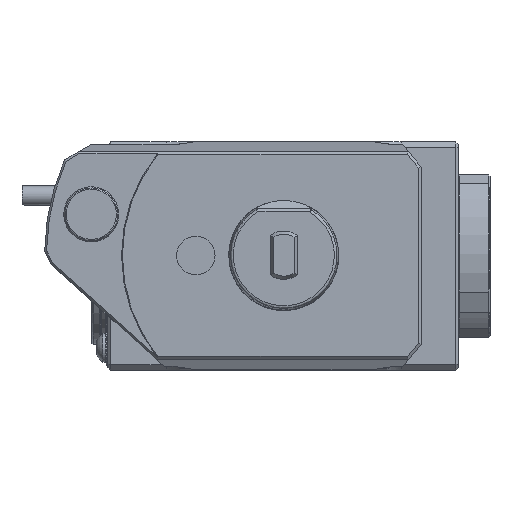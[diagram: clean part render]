
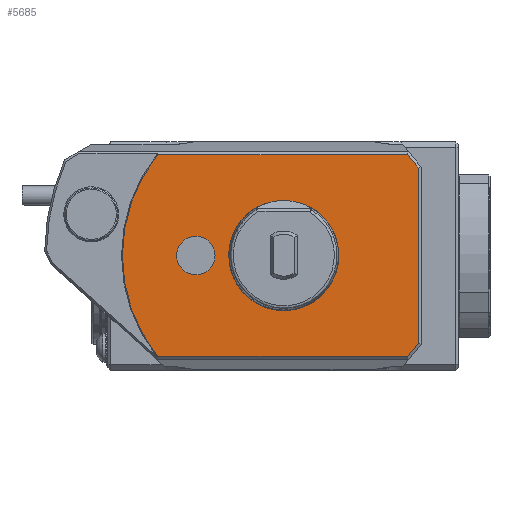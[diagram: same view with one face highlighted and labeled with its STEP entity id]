
A CAD part, top view. The second image highlights one B-rep face of the part: STEP entity #5685.
In plain terms, the highlighted planar face has unit normal (0, 0, 1).
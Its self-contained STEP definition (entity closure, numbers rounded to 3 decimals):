
#345=LINE('',#9452,#758);
#347=LINE('',#9456,#760);
#348=LINE('',#9458,#761);
#349=LINE('',#9459,#762);
#350=LINE('',#9461,#763);
#758=VECTOR('',#7375,1000.);
#760=VECTOR('',#7379,1000.);
#761=VECTOR('',#7380,1000.);
#762=VECTOR('',#7381,1000.);
#763=VECTOR('',#7382,1000.);
#1979=ORIENTED_EDGE('',*,*,#3201,.T.);
#1980=ORIENTED_EDGE('',*,*,#3202,.F.);
#1981=ORIENTED_EDGE('',*,*,#3175,.F.);
#1982=ORIENTED_EDGE('',*,*,#3203,.T.);
#1983=ORIENTED_EDGE('',*,*,#3204,.T.);
#1984=ORIENTED_EDGE('',*,*,#3199,.T.);
#1985=ORIENTED_EDGE('',*,*,#3158,.F.);
#1986=ORIENTED_EDGE('',*,*,#3157,.T.);
#3157=EDGE_CURVE('',#3848,#3848,#4230,.F.);
#3158=EDGE_CURVE('',#3849,#3849,#4231,.F.);
#3175=EDGE_CURVE('',#3863,#3865,#4237,.T.);
#3199=EDGE_CURVE('',#3882,#3881,#345,.T.);
#3201=EDGE_CURVE('',#3881,#3883,#347,.F.);
#3202=EDGE_CURVE('',#3865,#3883,#348,.T.);
#3203=EDGE_CURVE('',#3863,#3884,#349,.T.);
#3204=EDGE_CURVE('',#3884,#3882,#350,.F.);
#3848=VERTEX_POINT('',#9342);
#3849=VERTEX_POINT('',#9345);
#3863=VERTEX_POINT('',#9393);
#3865=VERTEX_POINT('',#9396);
#3881=VERTEX_POINT('',#9451);
#3882=VERTEX_POINT('',#9453);
#3883=VERTEX_POINT('',#9457);
#3884=VERTEX_POINT('',#9460);
#4230=CIRCLE('',#6186,19.734);
#4231=CIRCLE('',#6188,7.);
#4237=CIRCLE('',#6203,58.7);
#4591=EDGE_LOOP('',(#1979,#1980,#1981,#1982,#1983,#1984));
#4592=EDGE_LOOP('',(#1985));
#4593=EDGE_LOOP('',(#1986));
#5060=FACE_BOUND('',#4591,.T.);
#5061=FACE_BOUND('',#4592,.T.);
#5062=FACE_BOUND('',#4593,.T.);
#5379=PLANE('',#6217);
#5685=ADVANCED_FACE('',(#5060,#5061,#5062),#5379,.F.);
#6186=AXIS2_PLACEMENT_3D('',#9341,#7291,#7292);
#6188=AXIS2_PLACEMENT_3D('',#9344,#7295,#7296);
#6203=AXIS2_PLACEMENT_3D('',#9395,#7333,#7334);
#6217=AXIS2_PLACEMENT_3D('',#9455,#7377,#7378);
#7291=DIRECTION('',(0.,0.,1.));
#7292=DIRECTION('',(1.,0.,0.));
#7295=DIRECTION('',(0.,0.,-1.));
#7296=DIRECTION('',(-1.,0.,0.));
#7333=DIRECTION('',(0.,0.,-1.));
#7334=DIRECTION('',(-1.,0.,0.));
#7375=DIRECTION('',(0.,1.,0.));
#7377=DIRECTION('',(0.,0.,-1.));
#7378=DIRECTION('',(-1.,0.,0.));
#7379=DIRECTION('',(0.643,-0.766,0.));
#7380=DIRECTION('',(1.,0.,0.));
#7381=DIRECTION('',(1.,0.,0.));
#7382=DIRECTION('',(-0.643,-0.766,0.));
#9341=CARTESIAN_POINT('',(0.,0.,0.));
#9342=CARTESIAN_POINT('',(19.734,0.,0.));
#9344=CARTESIAN_POINT('',(-32.,0.,0.));
#9345=CARTESIAN_POINT('',(-39.,0.,0.));
#9393=CARTESIAN_POINT('',(-45.813,-36.7,0.));
#9395=CARTESIAN_POINT('',(0.,0.,0.));
#9396=CARTESIAN_POINT('',(-45.813,36.7,0.));
#9451=CARTESIAN_POINT('',(49.,31.836,0.));
#9452=CARTESIAN_POINT('',(49.,0.,0.));
#9453=CARTESIAN_POINT('',(49.,-31.836,0.));
#9455=CARTESIAN_POINT('',(-20.,0.,0.));
#9456=CARTESIAN_POINT('',(61.326,17.147,0.));
#9457=CARTESIAN_POINT('',(44.919,36.7,0.));
#9458=CARTESIAN_POINT('',(-218.134,36.7,0.));
#9459=CARTESIAN_POINT('',(-218.134,-36.7,0.));
#9460=CARTESIAN_POINT('',(44.919,-36.7,0.));
#9461=CARTESIAN_POINT('',(61.326,-17.147,0.));
